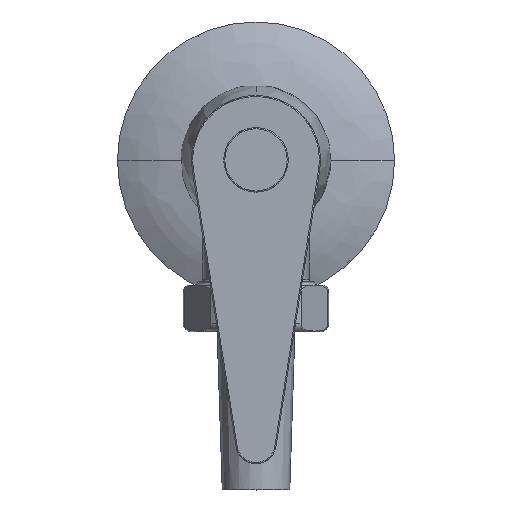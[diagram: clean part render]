
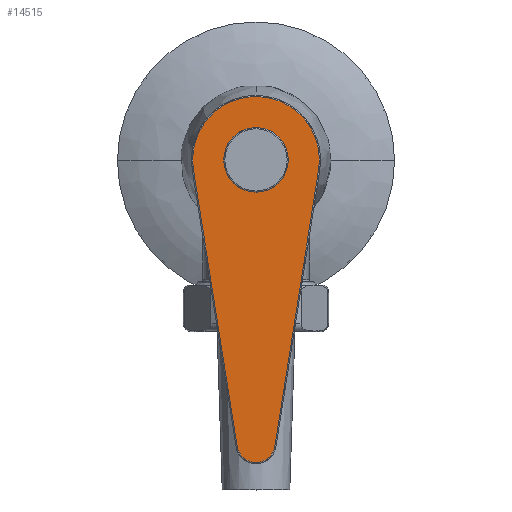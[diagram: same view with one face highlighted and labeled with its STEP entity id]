
A CAD part, top view. The second image highlights one B-rep face of the part: STEP entity #14515.
In plain terms, the highlighted face is planar.
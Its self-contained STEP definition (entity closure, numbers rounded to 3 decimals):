
#13648=CARTESIAN_POINT('',(74.683,0.,0.));
#13649=DIRECTION('',(0.,1.,0.));
#13650=DIRECTION('',(0.156,0.,0.988));
#13651=AXIS2_PLACEMENT_3D('',#13648,#13649,#13650);
#13656=DIRECTION('',(-0.988,0.,-0.156));
#13657=VECTOR('',#13656,73.764);
#13658=CARTESIAN_POINT('',(75.468,0.,-4.955));
#13659=LINE('',#13658,#13657);
#13663=CARTESIAN_POINT('',(0.,0.,0.));
#13664=DIRECTION('',(0.,1.,0.));
#13665=DIRECTION('',(0.156,0.,-0.988));
#13666=AXIS2_PLACEMENT_3D('',#13663,#13664,#13665);
#13671=CARTESIAN_POINT('',(0.,0.,0.));
#13672=DIRECTION('',(0.,1.,0.));
#13673=DIRECTION('',(-1.,0.,0.01));
#13674=AXIS2_PLACEMENT_3D('',#13671,#13672,#13673);
#13679=DIRECTION('',(0.988,0.,-0.156));
#13680=VECTOR('',#13679,73.764);
#13681=CARTESIAN_POINT('',(2.612,0.,16.494));
#13682=LINE('',#13681,#13680);
#13686=CARTESIAN_POINT('',(0.,0.,0.));
#13687=DIRECTION('',(0.,-1.,0.));
#13688=DIRECTION('',(-1.,0.,0.));
#13689=AXIS2_PLACEMENT_3D('',#13686,#13687,#13688);
#13694=CARTESIAN_POINT('',(0.,0.,0.));
#13695=DIRECTION('',(0.,-1.,0.));
#13696=DIRECTION('',(0.,0.,-1.));
#13697=AXIS2_PLACEMENT_3D('',#13694,#13695,#13696);
#13702=CARTESIAN_POINT('',(0.,0.,0.));
#13703=DIRECTION('',(0.,-1.,0.));
#13704=DIRECTION('',(1.,0.,0.));
#13705=AXIS2_PLACEMENT_3D('',#13702,#13703,#13704);
#13710=CARTESIAN_POINT('',(0.,0.,0.));
#13711=DIRECTION('',(0.,-1.,0.));
#13712=DIRECTION('',(0.,0.,1.));
#13713=AXIS2_PLACEMENT_3D('',#13710,#13711,#13712);
#14228=CARTESIAN_POINT('',(-7.5,0.,0.));
#14229=VERTEX_POINT('',#14228);
#14230=CARTESIAN_POINT('',(7.5,0.,0.));
#14231=CARTESIAN_POINT('',(0.,0.,7.5));
#14232=VERTEX_POINT('',#14230);
#14233=VERTEX_POINT('',#14231);
#14236=CARTESIAN_POINT('',(0.,0.,-7.5));
#14237=VERTEX_POINT('',#14236);
#14238=CARTESIAN_POINT('',(75.468,0.,4.955));
#14239=CARTESIAN_POINT('',(75.468,0.,-4.955));
#14240=VERTEX_POINT('',#14238);
#14241=VERTEX_POINT('',#14239);
#14242=CARTESIAN_POINT('',(2.612,0.,-16.494));
#14243=VERTEX_POINT('',#14242);
#14244=CARTESIAN_POINT('',(-16.699,0.,0.173));
#14245=CARTESIAN_POINT('',(2.612,0.,16.494));
#14246=VERTEX_POINT('',#14244);
#14247=VERTEX_POINT('',#14245);
#14492=CARTESIAN_POINT('',(-17.,0.,0.));
#14493=DIRECTION('',(0.,-1.,0.));
#14494=DIRECTION('',(1.,0.,0.));
#14495=AXIS2_PLACEMENT_3D('',#14492,#14493,#14494);
#14496=PLANE('',#14495);
#14498=ORIENTED_EDGE('',*,*,#14497,.T.);
#14500=ORIENTED_EDGE('',*,*,#14499,.T.);
#14502=ORIENTED_EDGE('',*,*,#14501,.T.);
#14504=ORIENTED_EDGE('',*,*,#14503,.T.);
#14506=ORIENTED_EDGE('',*,*,#14505,.T.);
#14507=EDGE_LOOP('',(#14498,#14500,#14502,#14504,#14506));
#14508=FACE_OUTER_BOUND('',#14507,.F.);
#14509=ORIENTED_EDGE('',*,*,#14473,.T.);
#14510=ORIENTED_EDGE('',*,*,#14471,.T.);
#14511=ORIENTED_EDGE('',*,*,#14454,.T.);
#14512=ORIENTED_EDGE('',*,*,#14452,.T.);
#14513=EDGE_LOOP('',(#14509,#14510,#14511,#14512));
#14514=FACE_BOUND('',#14513,.F.);
#14515=ADVANCED_FACE('',(#14508,#14514),#14496,.T.);
#13652=CIRCLE('',#13651,5.017);
#13667=CIRCLE('',#13666,16.7);
#13675=CIRCLE('',#13674,16.7);
#13690=CIRCLE('',#13689,7.5);
#13698=CIRCLE('',#13697,7.5);
#13706=CIRCLE('',#13705,7.5);
#13714=CIRCLE('',#13713,7.5);
#14452=EDGE_CURVE('',#14233,#14229,#13714,.T.);
#14454=EDGE_CURVE('',#14232,#14233,#13706,.T.);
#14471=EDGE_CURVE('',#14237,#14232,#13698,.T.);
#14473=EDGE_CURVE('',#14229,#14237,#13690,.T.);
#14497=EDGE_CURVE('',#14240,#14241,#13652,.T.);
#14499=EDGE_CURVE('',#14241,#14243,#13659,.T.);
#14501=EDGE_CURVE('',#14243,#14246,#13667,.T.);
#14503=EDGE_CURVE('',#14246,#14247,#13675,.T.);
#14505=EDGE_CURVE('',#14247,#14240,#13682,.T.);
